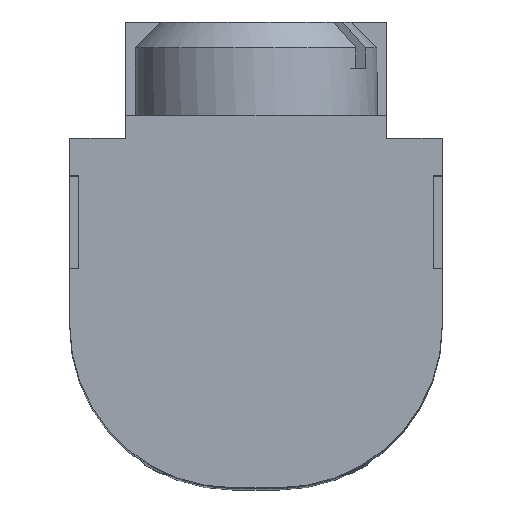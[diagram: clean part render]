
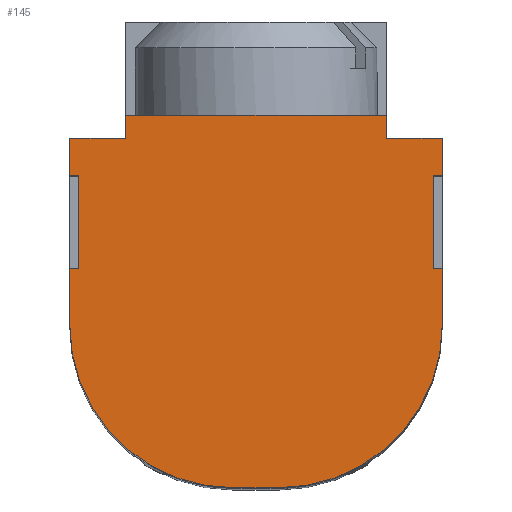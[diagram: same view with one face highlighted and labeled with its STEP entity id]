
A CAD part, top view. The second image highlights one B-rep face of the part: STEP entity #145.
In plain terms, the highlighted planar face has unit normal (0, 0, 1).
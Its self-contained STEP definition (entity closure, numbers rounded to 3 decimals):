
#145 = ADVANCED_FACE( '', ( #210 ), #211, .T. );
#210 = FACE_OUTER_BOUND( '', #309, .T. );
#211 = PLANE( '', #310 );
#309 = EDGE_LOOP( '', ( #479, #480, #481, #482, #483, #484, #485, #486, #487, #488, #489, #490, #491, #492, #493, #494, #495, #496 ) );
#310 = AXIS2_PLACEMENT_3D( '', #497, #498, #499 );
#479 = ORIENTED_EDGE( '', *, *, #793, .F. );
#480 = ORIENTED_EDGE( '', *, *, #794, .T. );
#481 = ORIENTED_EDGE( '', *, *, #795, .T. );
#482 = ORIENTED_EDGE( '', *, *, #796, .T. );
#483 = ORIENTED_EDGE( '', *, *, #779, .T. );
#484 = ORIENTED_EDGE( '', *, *, #797, .T. );
#485 = ORIENTED_EDGE( '', *, *, #798, .T. );
#486 = ORIENTED_EDGE( '', *, *, #799, .T. );
#487 = ORIENTED_EDGE( '', *, *, #800, .F. );
#488 = ORIENTED_EDGE( '', *, *, #801, .F. );
#489 = ORIENTED_EDGE( '', *, *, #802, .F. );
#490 = ORIENTED_EDGE( '', *, *, #803, .T. );
#491 = ORIENTED_EDGE( '', *, *, #804, .T. );
#492 = ORIENTED_EDGE( '', *, *, #805, .T. );
#493 = ORIENTED_EDGE( '', *, *, #806, .T. );
#494 = ORIENTED_EDGE( '', *, *, #807, .T. );
#495 = ORIENTED_EDGE( '', *, *, #808, .F. );
#496 = ORIENTED_EDGE( '', *, *, #809, .F. );
#497 = CARTESIAN_POINT( '', ( -0.25, -0.25, 0. ) );
#498 = DIRECTION( '', ( 0., 0., 1. ) );
#499 = DIRECTION( '', ( 1., 0., 0. ) );
#779 = EDGE_CURVE( '', #924, #922, #925, .T. );
#793 = EDGE_CURVE( '', #951, #952, #953, .T. );
#794 = EDGE_CURVE( '', #951, #954, #955, .T. );
#795 = EDGE_CURVE( '', #954, #956, #957, .T. );
#796 = EDGE_CURVE( '', #956, #924, #958, .T. );
#797 = EDGE_CURVE( '', #922, #959, #960, .T. );
#798 = EDGE_CURVE( '', #959, #961, #962, .T. );
#799 = EDGE_CURVE( '', #961, #963, #964, .T. );
#800 = EDGE_CURVE( '', #965, #963, #966, .T. );
#801 = EDGE_CURVE( '', #967, #965, #968, .T. );
#802 = EDGE_CURVE( '', #969, #967, #970, .T. );
#803 = EDGE_CURVE( '', #969, #971, #972, .T. );
#804 = EDGE_CURVE( '', #971, #973, #974, .T. );
#805 = EDGE_CURVE( '', #973, #975, #976, .T. );
#806 = EDGE_CURVE( '', #975, #977, #978, .T. );
#807 = EDGE_CURVE( '', #977, #979, #980, .T. );
#808 = EDGE_CURVE( '', #981, #979, #982, .T. );
#809 = EDGE_CURVE( '', #952, #981, #983, .T. );
#922 = VERTEX_POINT( '', #1156 );
#924 = VERTEX_POINT( '', #1159 );
#925 = LINE( '', #1160, #1161 );
#951 = VERTEX_POINT( '', #1196 );
#952 = VERTEX_POINT( '', #1197 );
#953 = LINE( '', #1198, #1199 );
#954 = VERTEX_POINT( '', #1200 );
#955 = LINE( '', #1201, #1202 );
#956 = VERTEX_POINT( '', #1203 );
#957 = LINE( '', #1204, #1205 );
#958 = LINE( '', #1206, #1207 );
#959 = VERTEX_POINT( '', #1208 );
#960 = LINE( '', #1209, #1210 );
#961 = VERTEX_POINT( '', #1211 );
#962 = LINE( '', #1212, #1213 );
#963 = VERTEX_POINT( '', #1214 );
#964 = LINE( '', #1215, #1216 );
#965 = VERTEX_POINT( '', #1217 );
#966 = LINE( '', #1218, #1219 );
#967 = VERTEX_POINT( '', #1220 );
#968 = LINE( '', #1221, #1222 );
#969 = VERTEX_POINT( '', #1223 );
#970 = LINE( '', #1224, #1225 );
#971 = VERTEX_POINT( '', #1226 );
#972 = LINE( '', #1227, #1228 );
#973 = VERTEX_POINT( '', #1229 );
#974 = CIRCLE( '', #1230, 1.75 );
#975 = VERTEX_POINT( '', #1231 );
#976 = LINE( '', #1232, #1233 );
#977 = VERTEX_POINT( '', #1234 );
#978 = CIRCLE( '', #1235, 1.75 );
#979 = VERTEX_POINT( '', #1236 );
#980 = LINE( '', #1237, #1238 );
#981 = VERTEX_POINT( '', #1239 );
#982 = LINE( '', #1240, #1241 );
#983 = LINE( '', #1242, #1243 );
#1156 = CARTESIAN_POINT( '', ( -1.4, 2., 0. ) );
#1159 = CARTESIAN_POINT( '', ( 1.4, 2., 0. ) );
#1160 = CARTESIAN_POINT( '', ( -0.25, 2., 0. ) );
#1161 = VECTOR( '', #1444, 1000. );
#1196 = CARTESIAN_POINT( '', ( 2., 1.35, 0. ) );
#1197 = CARTESIAN_POINT( '', ( 1.9, 1.35, 0. ) );
#1198 = CARTESIAN_POINT( '', ( 3.5, 1.35, 0. ) );
#1199 = VECTOR( '', #1466, 1000. );
#1200 = CARTESIAN_POINT( '', ( 2., 1.75, 0. ) );
#1201 = CARTESIAN_POINT( '', ( 2., -0.25, 0. ) );
#1202 = VECTOR( '', #1467, 1000. );
#1203 = CARTESIAN_POINT( '', ( 1.4, 1.75, 0. ) );
#1204 = CARTESIAN_POINT( '', ( 2., 1.75, 0. ) );
#1205 = VECTOR( '', #1468, 1000. );
#1206 = CARTESIAN_POINT( '', ( 1.4, 1.75, 0. ) );
#1207 = VECTOR( '', #1469, 1000. );
#1208 = CARTESIAN_POINT( '', ( -1.4, 1.75, 0. ) );
#1209 = CARTESIAN_POINT( '', ( -1.4, 3., 0. ) );
#1210 = VECTOR( '', #1470, 1000. );
#1211 = CARTESIAN_POINT( '', ( -2., 1.75, 0. ) );
#1212 = CARTESIAN_POINT( '', ( -1.4, 1.75, 0. ) );
#1213 = VECTOR( '', #1471, 1000. );
#1214 = CARTESIAN_POINT( '', ( -2., 1.35, 0. ) );
#1215 = CARTESIAN_POINT( '', ( -2., 1.75, 0. ) );
#1216 = VECTOR( '', #1472, 1000. );
#1217 = CARTESIAN_POINT( '', ( -1.9, 1.35, 0. ) );
#1218 = CARTESIAN_POINT( '', ( -1.9, 1.35, 0. ) );
#1219 = VECTOR( '', #1473, 1000. );
#1220 = CARTESIAN_POINT( '', ( -1.9, 0.35, 0. ) );
#1221 = CARTESIAN_POINT( '', ( -1.9, 0.35, 0. ) );
#1222 = VECTOR( '', #1474, 1000. );
#1223 = CARTESIAN_POINT( '', ( -2., 0.35, 0. ) );
#1224 = CARTESIAN_POINT( '', ( -2.5, 0.35, 0. ) );
#1225 = VECTOR( '', #1475, 1000. );
#1226 = CARTESIAN_POINT( '', ( -2., -0.25, 0. ) );
#1227 = CARTESIAN_POINT( '', ( -2., 1.75, 0. ) );
#1228 = VECTOR( '', #1476, 1000. );
#1229 = CARTESIAN_POINT( '', ( -0.25, -2., 0. ) );
#1230 = AXIS2_PLACEMENT_3D( '', #1477, #1478, #1479 );
#1231 = CARTESIAN_POINT( '', ( 0.25, -2., 0. ) );
#1232 = CARTESIAN_POINT( '', ( -0.25, -2., 0. ) );
#1233 = VECTOR( '', #1480, 1000. );
#1234 = CARTESIAN_POINT( '', ( 2., -0.25, 0. ) );
#1235 = AXIS2_PLACEMENT_3D( '', #1481, #1482, #1483 );
#1236 = CARTESIAN_POINT( '', ( 2., 0.35, 0. ) );
#1237 = CARTESIAN_POINT( '', ( 2., -0.25, 0. ) );
#1238 = VECTOR( '', #1484, 1000. );
#1239 = CARTESIAN_POINT( '', ( 1.9, 0.35, 0. ) );
#1240 = CARTESIAN_POINT( '', ( 1.9, 0.35, 0. ) );
#1241 = VECTOR( '', #1485, 1000. );
#1242 = CARTESIAN_POINT( '', ( 1.9, 1.35, 0. ) );
#1243 = VECTOR( '', #1486, 1000. );
#1444 = DIRECTION( '', ( -1., 0., 0. ) );
#1466 = DIRECTION( '', ( -1., 0., 0. ) );
#1467 = DIRECTION( '', ( 0., 1., 0. ) );
#1468 = DIRECTION( '', ( -1., 0., 0. ) );
#1469 = DIRECTION( '', ( 0., 1., 0. ) );
#1470 = DIRECTION( '', ( 0., -1., 0. ) );
#1471 = DIRECTION( '', ( -1., 0., 0. ) );
#1472 = DIRECTION( '', ( 0., -1., 0. ) );
#1473 = DIRECTION( '', ( -1., 0., 0. ) );
#1474 = DIRECTION( '', ( 0., 1., 0. ) );
#1475 = DIRECTION( '', ( 1., 0., 0. ) );
#1476 = DIRECTION( '', ( 0., -1., 0. ) );
#1477 = CARTESIAN_POINT( '', ( -0.25, -0.25, 0. ) );
#1478 = DIRECTION( '', ( 0., 0., 1. ) );
#1479 = DIRECTION( '', ( 1., 0., 0. ) );
#1480 = DIRECTION( '', ( 1., 0., 0. ) );
#1481 = CARTESIAN_POINT( '', ( 0.25, -0.25, 0. ) );
#1482 = DIRECTION( '', ( 0., 0., 1. ) );
#1483 = DIRECTION( '', ( 1., 0., 0. ) );
#1484 = DIRECTION( '', ( 0., 1., 0. ) );
#1485 = DIRECTION( '', ( 1., 0., 0. ) );
#1486 = DIRECTION( '', ( 0., -1., 0. ) );
